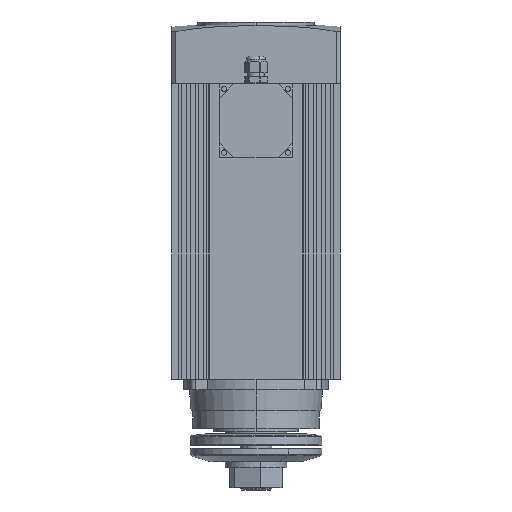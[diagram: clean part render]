
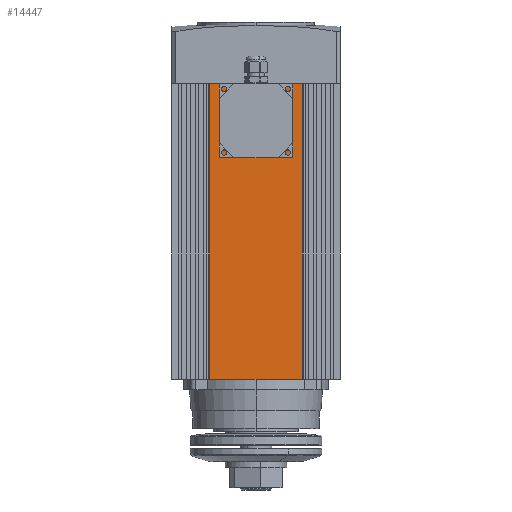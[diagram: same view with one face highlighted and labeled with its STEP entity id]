
A CAD part, left-side view. The second image highlights one B-rep face of the part: STEP entity #14447.
In plain terms, the highlighted face is planar.
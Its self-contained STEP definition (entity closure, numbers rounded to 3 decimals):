
#476 = ORIENTED_EDGE ( 'NONE', *, *, #15431, .F. ) ;
#1465 = EDGE_CURVE ( 'NONE', #2125, #8857, #12220, .T. ) ;
#1471 = DIRECTION ( 'NONE',  ( 0., 0., -1. ) ) ;
#2125 = VERTEX_POINT ( 'NONE', #7540 ) ;
#2624 = ORIENTED_EDGE ( 'NONE', *, *, #11816, .T. ) ;
#3042 = VERTEX_POINT ( 'NONE', #17276 ) ;
#3619 = DIRECTION ( 'NONE',  ( -1., 0., 0. ) ) ;
#4298 = DIRECTION ( 'NONE',  ( 1., 0., 0. ) ) ;
#4881 = CARTESIAN_POINT ( 'NONE',  ( -44., 71., 280. ) ) ;
#5625 = AXIS2_PLACEMENT_3D ( 'NONE', #10446, #5834, #4298 ) ;
#5834 = DIRECTION ( 'NONE',  ( 0., -1., 0. ) ) ;
#6414 = ORIENTED_EDGE ( 'NONE', *, *, #11623, .T. ) ;
#6847 = VECTOR ( 'NONE', #1471, 1000. ) ;
#7401 = EDGE_LOOP ( 'NONE', ( #2624, #476, #12782, #6414 ) ) ;
#7540 = CARTESIAN_POINT ( 'NONE',  ( 44., 71., 280. ) ) ;
#8018 = CARTESIAN_POINT ( 'NONE',  ( -44., 71., 280. ) ) ;
#8857 = VERTEX_POINT ( 'NONE', #8018 ) ;
#9403 = VECTOR ( 'NONE', #13748, 1000. ) ;
#9560 = DIRECTION ( 'NONE',  ( 0., 0., -1. ) ) ;
#10446 = CARTESIAN_POINT ( 'NONE',  ( -44., 71., 280. ) ) ;
#11461 = VERTEX_POINT ( 'NONE', #19255 ) ;
#11570 = LINE ( 'NONE', #18523, #17658 ) ;
#11623 = EDGE_CURVE ( 'NONE', #2125, #3042, #13678, .T. ) ;
#11816 = EDGE_CURVE ( 'NONE', #3042, #11461, #14155, .T. ) ;
#12220 = LINE ( 'NONE', #4881, #9403 ) ;
#12269 = VECTOR ( 'NONE', #3619, 1000. ) ;
#12782 = ORIENTED_EDGE ( 'NONE', *, *, #1465, .F. ) ;
#13360 = PLANE ( 'NONE',  #5625 ) ;
#13678 = LINE ( 'NONE', #18142, #6847 ) ;
#13748 = DIRECTION ( 'NONE',  ( -1., 0., 0. ) ) ;
#14155 = LINE ( 'NONE', #15694, #12269 ) ;
#14447 = ADVANCED_FACE ( 'NONE', ( #15368 ), #13360, .F. ) ;
#15368 = FACE_OUTER_BOUND ( 'NONE', #7401, .T. ) ;
#15431 = EDGE_CURVE ( 'NONE', #8857, #11461, #11570, .T. ) ;
#15694 = CARTESIAN_POINT ( 'NONE',  ( -44., 71., 0. ) ) ;
#17276 = CARTESIAN_POINT ( 'NONE',  ( 44., 71., 0. ) ) ;
#17658 = VECTOR ( 'NONE', #9560, 1000. ) ;
#18142 = CARTESIAN_POINT ( 'NONE',  ( 44., 71., 280. ) ) ;
#18523 = CARTESIAN_POINT ( 'NONE',  ( -44., 71., 280. ) ) ;
#19255 = CARTESIAN_POINT ( 'NONE',  ( -44., 71., 0. ) ) ;
